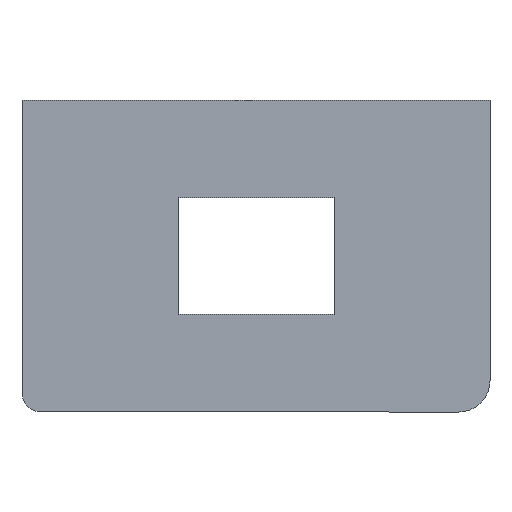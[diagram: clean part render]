
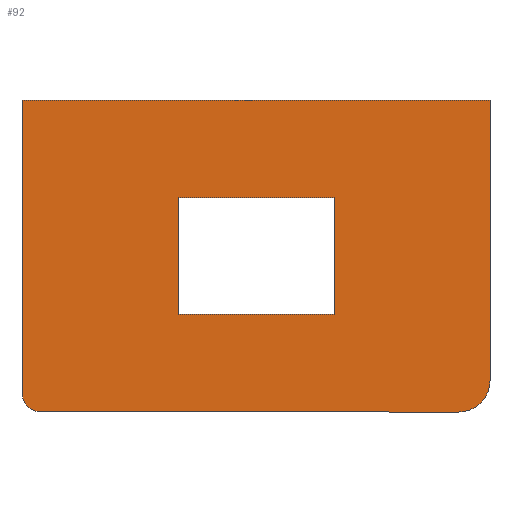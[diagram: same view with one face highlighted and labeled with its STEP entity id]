
A CAD part, front view. The second image highlights one B-rep face of the part: STEP entity #92.
In plain terms, the highlighted planar face has unit normal (0, -1, 0).
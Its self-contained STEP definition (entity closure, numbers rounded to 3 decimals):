
#1=CARTESIAN_POINT('POINT1',(600.,-2.,40.));
#2=VERTEX_POINT('VERTEX1',#1);
#3=CARTESIAN_POINT('POINT2',(600.,-2.,400.));
#4=VERTEX_POINT('VERTEX2',#3);
#5=CARTESIAN_POINT('POS1',(600.,-2.,100.));
#6=DIRECTION('DIR1',(0.,0.,-1.));
#7=VECTOR('VEC1',#6,1.);
#8=LINE('STRAIGHT1',#5,#7);
#9=EDGE_CURVE('EDGE1',#2,#4,#8,.F.);
#10=ORIENTED_EDGE('COEDGE1',*,*,#9,.T.);
#11=CARTESIAN_POINT('POINT3',(0.,-2.,400.));
#12=VERTEX_POINT('VERTEX3',#11);
#13=CARTESIAN_POINT('POS2',(450.,-2.,400.));
#14=DIRECTION('DIR2',(1.,0.,0.));
#15=VECTOR('VEC2',#14,1.);
#16=LINE('STRAIGHT2',#13,#15);
#17=EDGE_CURVE('EDGE2',#4,#12,#16,.F.);
#18=ORIENTED_EDGE('COEDGE2',*,*,#17,.T.);
#19=CARTESIAN_POINT('POINT4',(0.,-2.,25.))
   ;
#20=VERTEX_POINT('VERTEX4',#19);
#21=CARTESIAN_POINT('POS3',(0.,-2.,100.));
#22=DIRECTION('DIR3',(0.,0.,-1.));
#23=VECTOR('VEC3',#22,1.);
#24=LINE('STRAIGHT3',#21,#23);
#25=EDGE_CURVE('EDGE3',#20,#12,#24,.F.);
#26=ORIENTED_EDGE('COEDGE3',*,*,#25,.F.);
#27=CARTESIAN_POINT('POINT5',(25.,-2.,
   0.));
#28=VERTEX_POINT('VERTEX5',#27);
#29=CARTESIAN_POINT('POS4',(25.,-2.,
   25.));
#30=DIRECTION('DIR4',(0.,-1.,0.));
#31=DIRECTION('DIR5',(0.,0.,-1.));
#32=AXIS2_PLACEMENT_3D('AXIS1',#29,#30,#31);
#33=CIRCLE('ELLIPSE1',#32,25.);
#34=EDGE_CURVE('EDGE4',#28,#20,#33,.F.);
#35=ORIENTED_EDGE('COEDGE4',*,*,#34,.F.);
#36=CARTESIAN_POINT('POINT6',(560.,-2.,0.))
   ;
#37=VERTEX_POINT('VERTEX6',#36);
#38=CARTESIAN_POINT('POS5',(450.,-2.,0.));
#39=DIRECTION('DIR6',(1.,0.,0.));
#40=VECTOR('VEC4',#39,1.);
#41=LINE('STRAIGHT4',#38,#40);
#42=EDGE_CURVE('EDGE5',#37,#28,#41,.F.);
#43=ORIENTED_EDGE('COEDGE5',*,*,#42,.F.);
#44=CARTESIAN_POINT('POS6',(560.,-2.,40.));
#45=DIRECTION('DIR7',(0.,-1.,0.));
#46=DIRECTION('DIR8',(1.,0.,0.));
#47=AXIS2_PLACEMENT_3D('AXIS2',#44,#45,#46);
#48=CIRCLE('ELLIPSE2',#47,40.);
#49=EDGE_CURVE('EDGE6',#2,#37,#48,.F.);
#50=ORIENTED_EDGE('COEDGE6',*,*,#49,.F.);
#51=EDGE_LOOP('NONE',(#10,#18,#26,#35,#43,#50));
#52=FACE_BOUND('LOOP1',#51,.T.);
#53=CARTESIAN_POINT('POINT7',(200.,-2.,275.));
#54=VERTEX_POINT('VERTEX7',#53);
#55=CARTESIAN_POINT('POINT8',(200.,-2.,125.));
#56=VERTEX_POINT('VERTEX8',#55);
#57=CARTESIAN_POINT('POS7',(200.,-2.,100.));
#58=DIRECTION('DIR9',(0.,0.,-1.));
#59=VECTOR('VEC5',#58,1.);
#60=LINE('STRAIGHT5',#57,#59);
#61=EDGE_CURVE('EDGE7',#54,#56,#60,.T.);
#62=ORIENTED_EDGE('COEDGE7',*,*,#61,.F.);
#63=CARTESIAN_POINT('POINT9',(400.,-2.,275.));
#64=VERTEX_POINT('VERTEX9',#63);
#65=CARTESIAN_POINT('POS8',(450.,-2.,275.));
#66=DIRECTION('DIR10',(-1.,0.,0.));
#67=VECTOR('VEC6',#66,1.);
#68=LINE('STRAIGHT6',#65,#67);
#69=EDGE_CURVE('EDGE8',#64,#54,#68,.T.);
#70=ORIENTED_EDGE('COEDGE8',*,*,#69,.F.);
#71=CARTESIAN_POINT('POINT10',(400.,-2.,125.));
#72=VERTEX_POINT('VERTEX10',#71);
#73=CARTESIAN_POINT('POS9',(400.,-2.,100.));
#74=DIRECTION('DIR11',(0.,0.,1.));
#75=VECTOR('VEC7',#74,1.);
#76=LINE('STRAIGHT7',#73,#75);
#77=EDGE_CURVE('EDGE9',#72,#64,#76,.T.);
#78=ORIENTED_EDGE('COEDGE9',*,*,#77,.F.);
#79=CARTESIAN_POINT('POS10',(450.,-2.,125.));
#80=DIRECTION('DIR12',(1.,0.,0.));
#81=VECTOR('VEC8',#80,1.);
#82=LINE('STRAIGHT8',#79,#81);
#83=EDGE_CURVE('EDGE10',#56,#72,#82,.T.);
#84=ORIENTED_EDGE('COEDGE10',*,*,#83,.F.);
#85=EDGE_LOOP('NONE',(#62,#70,#78,#84));
#86=FACE_BOUND('LOOP1',#85,.T.);
#87=CARTESIAN_POINT('POS11',(600.,-2.,0.));
#88=DIRECTION('DIR13',(0.,1.,0.));
#89=DIRECTION('DIR14',(1.,0.,0.));
#90=AXIS2_PLACEMENT_3D('AXIS3',#87,#88,#89);
#91=PLANE('PLANE1',#90);
#92=ADVANCED_FACE('FACE1',(#52,#86),#91,.F.);
